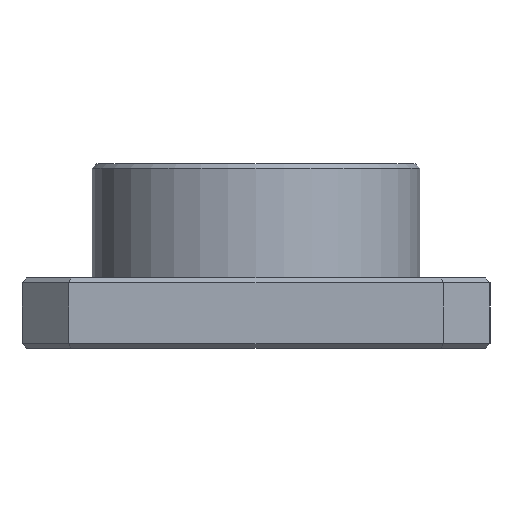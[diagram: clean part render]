
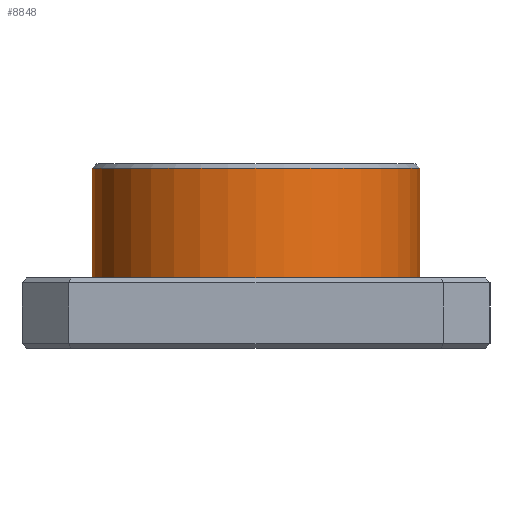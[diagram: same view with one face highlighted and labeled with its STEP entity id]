
A CAD part, front view. The second image highlights one B-rep face of the part: STEP entity #8848.
In plain terms, the highlighted cylindrical face has radius 8.89 mm (diameter 17.78 mm), a partial arc.
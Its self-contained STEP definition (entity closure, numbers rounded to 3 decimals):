
#836 = VERTEX_POINT ( 'NONE', #11341 ) ;
#997 = ORIENTED_EDGE ( 'NONE', *, *, #3588, .F. ) ;
#1164 = CARTESIAN_POINT ( 'NONE',  ( 0., 0., -0.254 ) ) ;
#2218 = DIRECTION ( 'NONE',  ( 0., 0., 1. ) ) ;
#2227 = DIRECTION ( 'NONE',  ( 0., 0., -1. ) ) ;
#2376 = DIRECTION ( 'NONE',  ( -1., 0., 0. ) ) ;
#2914 = DIRECTION ( 'NONE',  ( 0., 0., 1. ) ) ;
#2993 = ORIENTED_EDGE ( 'NONE', *, *, #10756, .T. ) ;
#3185 = LINE ( 'NONE', #10053, #12408 ) ;
#3588 = EDGE_CURVE ( 'NONE', #9094, #4287, #12409, .T. ) ;
#3636 = AXIS2_PLACEMENT_3D ( 'NONE', #4946, #14451, #13320 ) ;
#4076 = VERTEX_POINT ( 'NONE', #12025 ) ;
#4219 = CARTESIAN_POINT ( 'NONE',  ( -8.89, 0., -6.198 ) ) ;
#4287 = VERTEX_POINT ( 'NONE', #4219 ) ;
#4946 = CARTESIAN_POINT ( 'NONE',  ( 0., 0., 0. ) ) ;
#6793 = EDGE_LOOP ( 'NONE', ( #8520, #997, #8317, #2993 ) ) ;
#7242 = EDGE_CURVE ( 'NONE', #4287, #836, #3185, .T. ) ;
#7298 = FACE_OUTER_BOUND ( 'NONE', #6793, .T. ) ;
#8317 = ORIENTED_EDGE ( 'NONE', *, *, #14148, .T. ) ;
#8520 = ORIENTED_EDGE ( 'NONE', *, *, #7242, .F. ) ;
#8848 = ADVANCED_FACE ( 'NONE', ( #7298 ), #11770, .T. ) ;
#9094 = VERTEX_POINT ( 'NONE', #11683 ) ;
#9390 = CARTESIAN_POINT ( 'NONE',  ( 0., 0., -6.198 ) ) ;
#9482 = CARTESIAN_POINT ( 'NONE',  ( 8.89, 0., 0. ) ) ;
#9527 = DIRECTION ( 'NONE',  ( 0., 0., -1. ) ) ;
#10053 = CARTESIAN_POINT ( 'NONE',  ( -8.89, 0., 0. ) ) ;
#10599 = DIRECTION ( 'NONE',  ( -1., 0., 0. ) ) ;
#10756 = EDGE_CURVE ( 'NONE', #4076, #836, #13397, .T. ) ;
#11341 = CARTESIAN_POINT ( 'NONE',  ( -8.89, 0., -0.254 ) ) ;
#11683 = CARTESIAN_POINT ( 'NONE',  ( 8.89, 0., -6.198 ) ) ;
#11770 = CYLINDRICAL_SURFACE ( 'NONE', #3636, 8.89 ) ;
#12025 = CARTESIAN_POINT ( 'NONE',  ( 8.89, 0., -0.254 ) ) ;
#12408 = VECTOR ( 'NONE', #2914, 1000. ) ;
#12409 = CIRCLE ( 'NONE', #13955, 8.89 ) ;
#12780 = AXIS2_PLACEMENT_3D ( 'NONE', #1164, #9527, #2376 ) ;
#13320 = DIRECTION ( 'NONE',  ( 1., 0., 0. ) ) ;
#13397 = CIRCLE ( 'NONE', #12780, 8.89 ) ;
#13955 = AXIS2_PLACEMENT_3D ( 'NONE', #9390, #2227, #10599 ) ;
#14148 = EDGE_CURVE ( 'NONE', #9094, #4076, #15022, .T. ) ;
#14451 = DIRECTION ( 'NONE',  ( 0., 0., 1. ) ) ;
#14665 = VECTOR ( 'NONE', #2218, 1000. ) ;
#15022 = LINE ( 'NONE', #9482, #14665 ) ;
